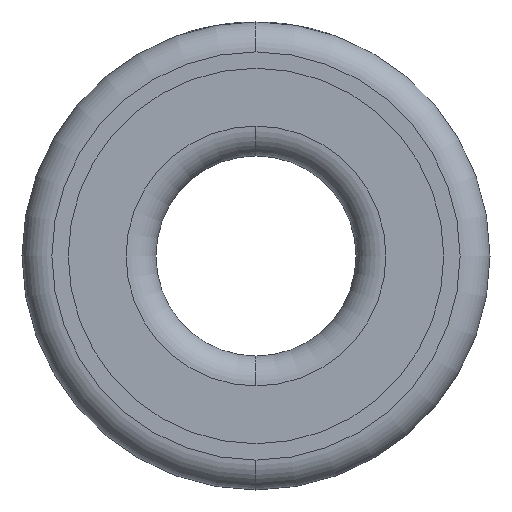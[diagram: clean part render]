
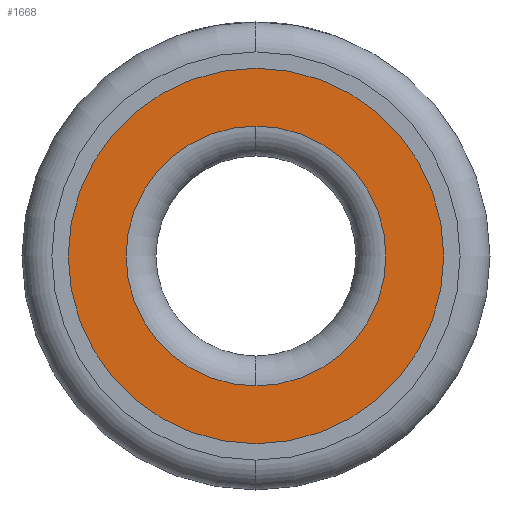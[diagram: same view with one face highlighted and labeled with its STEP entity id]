
A CAD part, front view. The second image highlights one B-rep face of the part: STEP entity #1668.
In plain terms, the highlighted planar face has unit normal (0, -1, 0).
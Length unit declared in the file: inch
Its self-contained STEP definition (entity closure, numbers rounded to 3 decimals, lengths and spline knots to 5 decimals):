
#597=CARTESIAN_POINT('',(0.,-0.2897,-0.13045));
#598=VERTEX_POINT('',#597);
#606=CARTESIAN_POINT('',(0.13045,-0.2897,0.0));
#607=VERTEX_POINT('',#606);
#608=CARTESIAN_POINT('',(0.,-0.2897,0.0));
#609=DIRECTION('',(0.0,-1.0,0.0));
#610=DIRECTION('',(1.0,0.0,0.0));
#611=AXIS2_PLACEMENT_3D('',#608,#609,#610);
#612=CIRCLE('',#611,0.13045);
#613=EDGE_CURVE('',#598,#607,#612,.T.);
#615=CARTESIAN_POINT('',(0.,-0.2897,0.13045));
#616=VERTEX_POINT('',#615);
#617=CARTESIAN_POINT('',(0.,-0.2897,0.0));
#618=DIRECTION('',(0.0,-1.0,0.0));
#619=DIRECTION('',(1.0,0.0,0.0));
#620=AXIS2_PLACEMENT_3D('',#617,#618,#619);
#621=CIRCLE('',#620,0.13045);
#622=EDGE_CURVE('',#607,#616,#621,.T.);
#649=CARTESIAN_POINT('',(0.1885,-0.2897,0.0));
#650=VERTEX_POINT('',#649);
#659=CARTESIAN_POINT('',(-0.1885,-0.2897,0.));
#660=VERTEX_POINT('',#659);
#661=CARTESIAN_POINT('',(0.,-0.2897,0.0));
#662=DIRECTION('',(0.0,-1.0,0.0));
#663=DIRECTION('',(1.0,0.0,0.0));
#664=AXIS2_PLACEMENT_3D('',#661,#662,#663);
#665=CIRCLE('',#664,0.1885);
#666=EDGE_CURVE('',#660,#650,#665,.T.);
#1638=CARTESIAN_POINT('',(0.,-0.2897,0.0));
#1639=DIRECTION('',(0.0,-1.0,0.0));
#1640=DIRECTION('',(1.0,0.0,0.0));
#1641=AXIS2_PLACEMENT_3D('',#1638,#1639,#1640);
#1642=CIRCLE('',#1641,0.1885);
#1643=EDGE_CURVE('',#650,#660,#1642,.T.);
#1648=CARTESIAN_POINT('',(0.15948,-0.2897,0.0));
#1649=DIRECTION('',(0.0,-1.0,0.0));
#1650=DIRECTION('',(0.0,0.0,-1.0));
#1651=AXIS2_PLACEMENT_3D('',#1648,#1649,#1650);
#1652=PLANE('',#1651);
#1653=ORIENTED_EDGE('',*,*,#1643,.T.);
#1654=ORIENTED_EDGE('',*,*,#666,.T.);
#1655=EDGE_LOOP('',(#1653,#1654));
#1656=FACE_OUTER_BOUND('',#1655,.T.);
#1657=ORIENTED_EDGE('',*,*,#622,.F.);
#1658=ORIENTED_EDGE('',*,*,#613,.F.);
#1659=CARTESIAN_POINT('',(0.,-0.2897,0.0));
#1660=DIRECTION('',(0.0,-1.0,0.0));
#1661=DIRECTION('',(1.0,0.0,0.0));
#1662=AXIS2_PLACEMENT_3D('',#1659,#1660,#1661);
#1663=CIRCLE('',#1662,0.13045);
#1664=EDGE_CURVE('',#616,#598,#1663,.T.);
#1665=ORIENTED_EDGE('',*,*,#1664,.F.);
#1666=EDGE_LOOP('',(#1657,#1658,#1665));
#1667=FACE_BOUND('',#1666,.T.);
#1668=ADVANCED_FACE('',(#1656,#1667),#1652,.T.);
